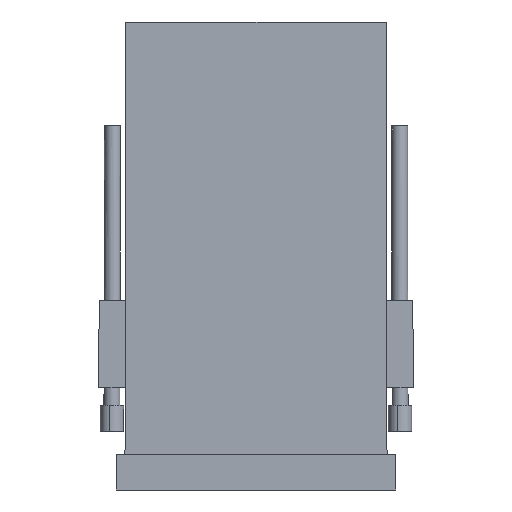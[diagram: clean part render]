
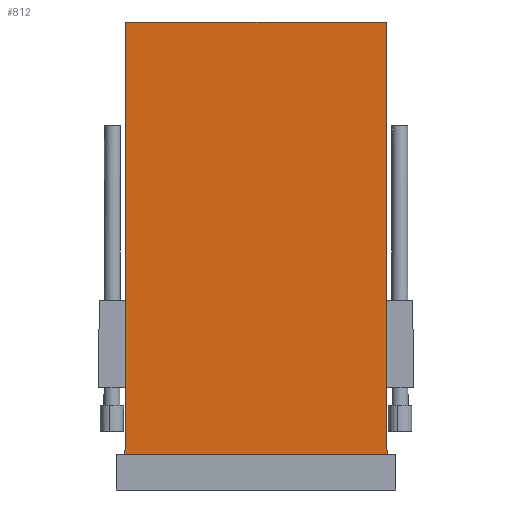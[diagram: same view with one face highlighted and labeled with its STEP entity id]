
A CAD part, front view. The second image highlights one B-rep face of the part: STEP entity #812.
In plain terms, the highlighted planar face has unit normal (0, -1, 0.002).
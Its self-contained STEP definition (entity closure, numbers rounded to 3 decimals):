
#116 = LINE ( 'NONE', #462, #1320 ) ;
#173 = CARTESIAN_POINT ( 'NONE',  ( -44.75, -22.25, 0. ) ) ;
#323 = CARTESIAN_POINT ( 'NONE',  ( 44.999, -22.499, -148.5 ) ) ;
#385 = LINE ( 'NONE', #2343, #530 ) ;
#426 = DIRECTION ( 'NONE',  ( 0., -0.002, -1. ) ) ;
#462 = CARTESIAN_POINT ( 'NONE',  ( 44.75, -22.25, 0.15 ) ) ;
#467 = EDGE_CURVE ( 'NONE', #2552, #1580, #1065, .T. ) ;
#496 = CARTESIAN_POINT ( 'NONE',  ( -44.75, -22.25, 0.075 ) ) ;
#530 = VECTOR ( 'NONE', #1813, 1000. ) ;
#615 = VERTEX_POINT ( 'NONE', #2423 ) ;
#646 = EDGE_CURVE ( 'NONE', #1580, #615, #2396, .T. ) ;
#676 = VERTEX_POINT ( 'NONE', #323 ) ;
#745 = CARTESIAN_POINT ( 'NONE',  ( -44.75, -22.25, 0. ) ) ;
#802 = VECTOR ( 'NONE', #1793, 1000. ) ;
#812 = ADVANCED_FACE ( 'NONE', ( #2001 ), #1815, .T. ) ;
#1065 = LINE ( 'NONE', #496, #1832 ) ;
#1117 = AXIS2_PLACEMENT_3D ( 'NONE', #173, #1834, #426 ) ;
#1320 = VECTOR ( 'NONE', #1880, 1000. ) ;
#1424 = EDGE_CURVE ( 'NONE', #2552, #676, #385, .T. ) ;
#1443 = ORIENTED_EDGE ( 'NONE', *, *, #646, .F. ) ;
#1496 = EDGE_CURVE ( 'NONE', #676, #615, #116, .T. ) ;
#1580 = VERTEX_POINT ( 'NONE', #745 ) ;
#1657 = ORIENTED_EDGE ( 'NONE', *, *, #1496, .T. ) ;
#1793 = DIRECTION ( 'NONE',  ( 1., 0., 0. ) ) ;
#1813 = DIRECTION ( 'NONE',  ( 1., 0., 0. ) ) ;
#1815 = PLANE ( 'NONE',  #1117 ) ;
#1832 = VECTOR ( 'NONE', #2390, 1000. ) ;
#1834 = DIRECTION ( 'NONE',  ( 0., -1., 0.002 ) ) ;
#1880 = DIRECTION ( 'NONE',  ( -0.002, 0.002, 1. ) ) ;
#1905 = ORIENTED_EDGE ( 'NONE', *, *, #467, .F. ) ;
#1990 = CARTESIAN_POINT ( 'NONE',  ( -44.75, -22.25, 0. ) ) ;
#2001 = FACE_OUTER_BOUND ( 'NONE', #2884, .T. ) ;
#2039 = CARTESIAN_POINT ( 'NONE',  ( -44.999, -22.499, -148.5 ) ) ;
#2084 = ORIENTED_EDGE ( 'NONE', *, *, #1424, .T. ) ;
#2343 = CARTESIAN_POINT ( 'NONE',  ( -44.75, -22.499, -148.5 ) ) ;
#2390 = DIRECTION ( 'NONE',  ( 0.002, 0.002, 1. ) ) ;
#2396 = LINE ( 'NONE', #1990, #802 ) ;
#2423 = CARTESIAN_POINT ( 'NONE',  ( 44.75, -22.25, 0. ) ) ;
#2552 = VERTEX_POINT ( 'NONE', #2039 ) ;
#2884 = EDGE_LOOP ( 'NONE', ( #1443, #1905, #2084, #1657 ) ) ;
